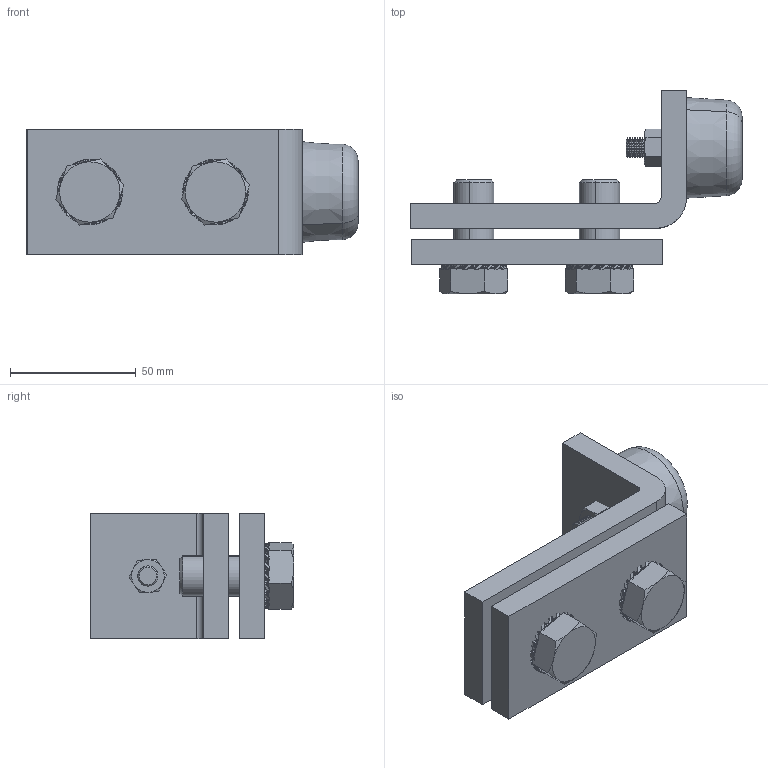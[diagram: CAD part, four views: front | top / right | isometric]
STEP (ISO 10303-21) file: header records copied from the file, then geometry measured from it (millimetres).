
FILE_DESCRIPTION (( 'STEP AP203' ), '1' );
FILE_NAME ('1.26.X01.STEP', '2018-04-12T12:13:56', ( '' ), ( '' ), 'SwSTEP 2.0', 'SolidWorks 2017', '' );
FILE_SCHEMA (( 'CONFIG_CONTROL_DESIGN' ));
Length unit declared in the file: millimetre
Products named in the file (1): 1.26.X01
Bounding box: 132.11 x 81.1 x 50 mm (x, y, z)
Volume: 169518.9 mm3; surface area: 49766.7 mm2
Topology: 10 solids, 10 shells, 2111 faces, 6144 edges, 4028 vertices
Faces by surface type: cylinder 1778, cone 198, plane 103, bspline 28, torus 4
Entity records: 76009 total; most frequent: CARTESIAN_POINT 29888, ORIENTED_EDGE 12232, EDGE_CURVE 6116, DIRECTION 6040, B_SPLINE_CURVE_WITH_KNOTS 4696, VERTEX_POINT 4028, AXIS2_PLACEMENT_3D 2788, EDGE_LOOP 2134
